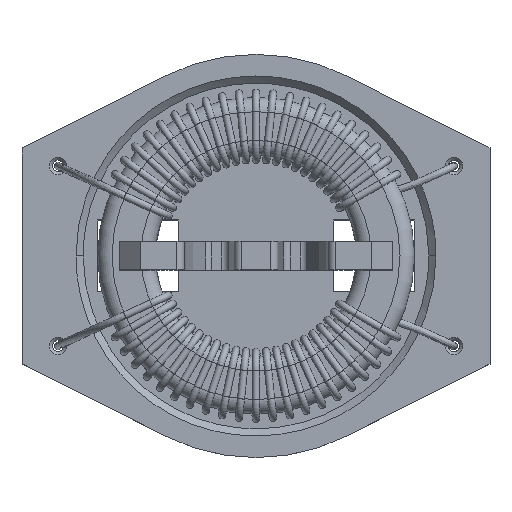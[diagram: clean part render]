
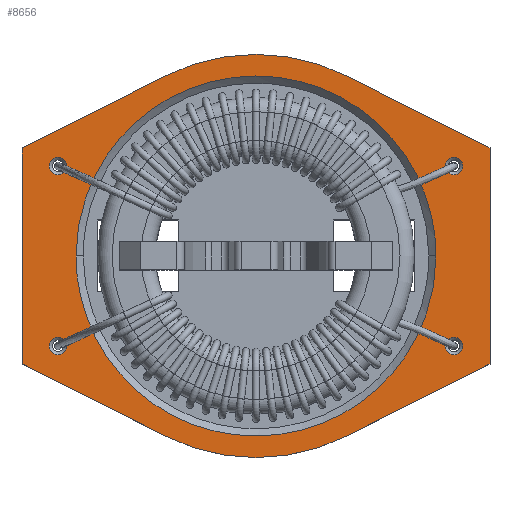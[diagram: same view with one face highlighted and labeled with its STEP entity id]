
A CAD part, top view. The second image highlights one B-rep face of the part: STEP entity #8656.
In plain terms, the highlighted planar face has unit normal (0, 0, 1).
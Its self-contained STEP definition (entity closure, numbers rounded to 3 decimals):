
#126=B_SPLINE_CURVE_WITH_KNOTS('',3,(#11057,#11058,#11059,#11060,#11061,
#11062,#11063,#11064,#11065),.UNSPECIFIED.,.F.,.F.,(4,1,1,1,1,1,4),(0.001,
0.001,0.001,0.001,0.001,
0.002,0.002),.UNSPECIFIED.);
#302=B_SPLINE_CURVE_WITH_KNOTS('',3,(#20553,#20554,#20555,#20556,#20557,
#20558,#20559,#20560,#20561),.UNSPECIFIED.,.F.,.F.,(4,1,1,1,1,1,4),(0.,
0.001,0.001,0.001,0.001,
0.001,0.002),.UNSPECIFIED.);
#306=B_SPLINE_CURVE_WITH_KNOTS('',3,(#20687,#20688,#20689,#20690,#20691,
#20692,#20693,#20694,#20695,#20696,#20697),.UNSPECIFIED.,.F.,.F.,(4,1,1,
1,1,1,1,1,4),(0.,0.125,0.25,0.375,
0.5,0.625,0.75,0.875,
1.),.UNSPECIFIED.);
#307=B_SPLINE_CURVE_WITH_KNOTS('',3,(#20700,#20701,#20702,#20703,#20704,
#20705,#20706,#20707,#20708,#20709,#20710),.UNSPECIFIED.,.F.,.F.,(4,1,1,
1,1,1,1,1,4),(0.,0.125,0.25,0.375,
0.5,0.625,0.75,0.875,
1.),.UNSPECIFIED.);
#339=LINE('',#20647,#461);
#341=LINE('',#20651,#463);
#344=LINE('',#20659,#466);
#346=LINE('',#20663,#468);
#348=LINE('',#20667,#470);
#351=LINE('',#20675,#473);
#461=VECTOR('',#10387,1000.);
#463=VECTOR('',#10391,1000.);
#466=VECTOR('',#10400,1000.);
#468=VECTOR('',#10404,1000.);
#470=VECTOR('',#10408,1000.);
#473=VECTOR('',#10417,1000.);
#1702=ORIENTED_EDGE('',*,*,#2498,.T.);
#1703=ORIENTED_EDGE('',*,*,#2496,.T.);
#1704=ORIENTED_EDGE('',*,*,#2494,.T.);
#1705=ORIENTED_EDGE('',*,*,#2492,.T.);
#1706=ORIENTED_EDGE('',*,*,#2490,.T.);
#1707=ORIENTED_EDGE('',*,*,#2488,.T.);
#1708=ORIENTED_EDGE('',*,*,#2486,.T.);
#1709=ORIENTED_EDGE('',*,*,#2484,.T.);
#1710=ORIENTED_EDGE('',*,*,#2499,.F.);
#1711=ORIENTED_EDGE('',*,*,#2500,.F.);
#1712=ORIENTED_EDGE('',*,*,#2501,.F.);
#1713=ORIENTED_EDGE('',*,*,#2449,.T.);
#1714=ORIENTED_EDGE('',*,*,#2502,.F.);
#1715=ORIENTED_EDGE('',*,*,#2503,.F.);
#1716=ORIENTED_EDGE('',*,*,#2093,.T.);
#1717=ORIENTED_EDGE('',*,*,#2504,.F.);
#1718=ORIENTED_EDGE('',*,*,#2505,.T.);
#1719=ORIENTED_EDGE('',*,*,#2506,.T.);
#2093=EDGE_CURVE('',#2682,#2683,#126,.T.);
#2449=EDGE_CURVE('',#3038,#3039,#302,.T.);
#2484=EDGE_CURVE('',#3073,#3072,#339,.T.);
#2486=EDGE_CURVE('',#3074,#3073,#341,.T.);
#2488=EDGE_CURVE('',#3075,#3074,#3389,.T.);
#2490=EDGE_CURVE('',#3076,#3075,#344,.T.);
#2492=EDGE_CURVE('',#3077,#3076,#346,.T.);
#2494=EDGE_CURVE('',#3078,#3077,#348,.T.);
#2496=EDGE_CURVE('',#3079,#3078,#3390,.T.);
#2498=EDGE_CURVE('',#3072,#3079,#351,.T.);
#2499=EDGE_CURVE('',#3080,#3080,#3391,.T.);
#2500=EDGE_CURVE('',#3081,#3081,#3392,.T.);
#2501=EDGE_CURVE('',#3038,#3082,#3393,.T.);
#2502=EDGE_CURVE('',#3082,#3039,#3394,.T.);
#2503=EDGE_CURVE('',#2682,#3083,#3395,.T.);
#2504=EDGE_CURVE('',#3083,#2683,#3396,.T.);
#2505=EDGE_CURVE('',#3084,#3085,#306,.T.);
#2506=EDGE_CURVE('',#3085,#3084,#307,.T.);
#2682=VERTEX_POINT('',#11066);
#2683=VERTEX_POINT('',#11067);
#3038=VERTEX_POINT('',#20562);
#3039=VERTEX_POINT('',#20563);
#3072=VERTEX_POINT('',#20646);
#3073=VERTEX_POINT('',#20648);
#3074=VERTEX_POINT('',#20652);
#3075=VERTEX_POINT('',#20656);
#3076=VERTEX_POINT('',#20660);
#3077=VERTEX_POINT('',#20664);
#3078=VERTEX_POINT('',#20668);
#3079=VERTEX_POINT('',#20672);
#3080=VERTEX_POINT('',#20678);
#3081=VERTEX_POINT('',#20680);
#3082=VERTEX_POINT('',#20682);
#3083=VERTEX_POINT('',#20685);
#3084=VERTEX_POINT('',#20698);
#3085=VERTEX_POINT('',#20699);
#3389=CIRCLE('',#9231,14.);
#3390=CIRCLE('',#9236,14.);
#3391=CIRCLE('',#9239,0.6);
#3392=CIRCLE('',#9240,0.6);
#3393=CIRCLE('',#9241,0.6);
#3394=CIRCLE('',#9242,0.6);
#3395=CIRCLE('',#9243,0.6);
#3396=CIRCLE('',#9244,0.6);
#4200=EDGE_LOOP('',(#1702,#1703,#1704,#1705,#1706,#1707,#1708,#1709));
#4201=EDGE_LOOP('',(#1710));
#4202=EDGE_LOOP('',(#1711));
#4203=EDGE_LOOP('',(#1712,#1713,#1714));
#4204=EDGE_LOOP('',(#1715,#1716,#1717));
#4205=EDGE_LOOP('',(#1718,#1719));
#5030=FACE_BOUND('',#4200,.T.);
#5031=FACE_BOUND('',#4201,.T.);
#5032=FACE_BOUND('',#4202,.T.);
#5033=FACE_BOUND('',#4203,.T.);
#5034=FACE_BOUND('',#4204,.T.);
#5035=FACE_BOUND('',#4205,.T.);
#5122=PLANE('',#9238);
#8656=ADVANCED_FACE('',(#5030,#5031,#5032,#5033,#5034,#5035),#5122,.T.);
#9231=AXIS2_PLACEMENT_3D('',#20655,#10395,#10396);
#9236=AXIS2_PLACEMENT_3D('',#20671,#10412,#10413);
#9238=AXIS2_PLACEMENT_3D('',#20676,#10418,#10419);
#9239=AXIS2_PLACEMENT_3D('',#20677,#10420,#10421);
#9240=AXIS2_PLACEMENT_3D('',#20679,#10422,#10423);
#9241=AXIS2_PLACEMENT_3D('',#20681,#10424,#10425);
#9242=AXIS2_PLACEMENT_3D('',#20683,#10426,#10427);
#9243=AXIS2_PLACEMENT_3D('',#20684,#10428,#10429);
#9244=AXIS2_PLACEMENT_3D('',#20686,#10430,#10431);
#10387=DIRECTION('',(0.,-1.,0.));
#10391=DIRECTION('',(-0.893,-0.449,0.));
#10395=DIRECTION('',(0.,0.,1.));
#10396=DIRECTION('',(0.449,0.893,0.));
#10400=DIRECTION('',(-0.893,0.449,0.));
#10404=DIRECTION('',(0.,1.,0.));
#10408=DIRECTION('',(0.893,0.449,0.));
#10412=DIRECTION('',(0.,0.,1.));
#10413=DIRECTION('',(-0.449,-0.893,0.));
#10417=DIRECTION('',(0.893,-0.449,0.));
#10418=DIRECTION('',(0.,0.,1.));
#10419=DIRECTION('',(1.,0.,0.));
#10420=DIRECTION('',(0.,0.,1.));
#10421=DIRECTION('',(-1.,0.,0.));
#10422=DIRECTION('',(0.,0.,1.));
#10423=DIRECTION('',(-1.,0.,0.));
#10424=DIRECTION('',(0.,0.,1.));
#10425=DIRECTION('',(-1.,0.,0.));
#10426=DIRECTION('',(0.,0.,1.));
#10427=DIRECTION('',(-1.,0.,0.));
#10428=DIRECTION('',(0.,0.,1.));
#10429=DIRECTION('',(-1.,0.,0.));
#10430=DIRECTION('',(0.,0.,1.));
#10431=DIRECTION('',(-1.,0.,0.));
#11057=CARTESIAN_POINT('',(13.15,-6.234,-8.1));
#11058=CARTESIAN_POINT('',(13.054,-6.185,-8.1));
#11059=CARTESIAN_POINT('',(12.925,-6.081,-8.1));
#11060=CARTESIAN_POINT('',(12.783,-5.932,-8.1));
#11061=CARTESIAN_POINT('',(12.704,-5.746,-8.1));
#11062=CARTESIAN_POINT('',(12.901,-5.691,-8.1));
#11063=CARTESIAN_POINT('',(13.107,-5.705,-8.1));
#11064=CARTESIAN_POINT('',(13.271,-5.741,-8.1));
#11065=CARTESIAN_POINT('',(13.37,-5.786,-8.1));
#11066=CARTESIAN_POINT('',(13.15,-6.234,-8.1));
#11067=CARTESIAN_POINT('',(13.37,-5.786,-8.1));
#20553=CARTESIAN_POINT('',(13.37,5.786,-8.1));
#20554=CARTESIAN_POINT('',(13.27,5.741,-8.1));
#20555=CARTESIAN_POINT('',(13.107,5.705,-8.1));
#20556=CARTESIAN_POINT('',(12.901,5.691,-8.1));
#20557=CARTESIAN_POINT('',(12.704,5.745,-8.1));
#20558=CARTESIAN_POINT('',(12.782,5.932,-8.1));
#20559=CARTESIAN_POINT('',(12.925,6.082,-8.1));
#20560=CARTESIAN_POINT('',(13.054,6.185,-8.1));
#20561=CARTESIAN_POINT('',(13.15,6.234,-8.1));
#20562=CARTESIAN_POINT('',(13.37,5.786,-8.1));
#20563=CARTESIAN_POINT('',(13.15,6.234,-8.1));
#20646=CARTESIAN_POINT('',(-16.25,-7.5,-8.1));
#20647=CARTESIAN_POINT('',(-16.25,7.5,-8.1));
#20648=CARTESIAN_POINT('',(-16.25,7.5,-8.1));
#20651=CARTESIAN_POINT('',(-6.289,12.508,-8.1));
#20652=CARTESIAN_POINT('',(-6.289,12.508,-8.1));
#20655=CARTESIAN_POINT('',(0.,0.,-8.1));
#20656=CARTESIAN_POINT('',(6.289,12.508,-8.1));
#20659=CARTESIAN_POINT('',(16.25,7.5,-8.1));
#20660=CARTESIAN_POINT('',(16.25,7.5,-8.1));
#20663=CARTESIAN_POINT('',(16.25,-7.5,-8.1));
#20664=CARTESIAN_POINT('',(16.25,-7.5,-8.1));
#20667=CARTESIAN_POINT('',(6.289,-12.508,-8.1));
#20668=CARTESIAN_POINT('',(6.289,-12.508,-8.1));
#20671=CARTESIAN_POINT('',(0.,0.,-8.1));
#20672=CARTESIAN_POINT('',(-6.289,-12.508,-8.1));
#20675=CARTESIAN_POINT('',(-16.25,-7.5,-8.1));
#20676=CARTESIAN_POINT('',(0.,0.,-8.1));
#20677=CARTESIAN_POINT('',(-13.75,6.25,-8.1));
#20678=CARTESIAN_POINT('',(-14.35,6.25,-8.1));
#20679=CARTESIAN_POINT('',(-13.75,-6.25,-8.1));
#20680=CARTESIAN_POINT('',(-14.35,-6.25,-8.1));
#20681=CARTESIAN_POINT('',(13.75,6.25,-8.1));
#20682=CARTESIAN_POINT('',(13.15,6.25,-8.1));
#20683=CARTESIAN_POINT('',(13.75,6.25,-8.1));
#20684=CARTESIAN_POINT('',(13.75,-6.25,-8.1));
#20685=CARTESIAN_POINT('',(13.15,-6.25,-8.1));
#20686=CARTESIAN_POINT('',(13.75,-6.25,-8.1));
#20687=CARTESIAN_POINT('',(12.5,0.,-8.1));
#20688=CARTESIAN_POINT('',(12.5,-1.64,-8.1));
#20689=CARTESIAN_POINT('',(11.849,-4.906,-8.1));
#20690=CARTESIAN_POINT('',(9.069,-9.069,-8.1));
#20691=CARTESIAN_POINT('',(4.909,-11.849,-8.1));
#20692=CARTESIAN_POINT('',(0.001,-12.825,-8.1));
#20693=CARTESIAN_POINT('',(-4.907,-11.849,-8.1));
#20694=CARTESIAN_POINT('',(-9.068,-9.07,-8.1));
#20695=CARTESIAN_POINT('',(-11.849,-4.907,-8.1));
#20696=CARTESIAN_POINT('',(-12.5,-1.642,-8.1));
#20697=CARTESIAN_POINT('',(-12.5,-0.001,-8.1));
#20698=CARTESIAN_POINT('',(12.5,0.001,-8.1));
#20699=CARTESIAN_POINT('',(-12.5,-0.001,-8.1));
#20700=CARTESIAN_POINT('',(-12.5,0.,-8.1));
#20701=CARTESIAN_POINT('',(-12.5,1.64,-8.1));
#20702=CARTESIAN_POINT('',(-11.849,4.906,-8.1));
#20703=CARTESIAN_POINT('',(-9.069,9.069,-8.1));
#20704=CARTESIAN_POINT('',(-4.909,11.849,-8.1));
#20705=CARTESIAN_POINT('',(-0.001,12.825,-8.1));
#20706=CARTESIAN_POINT('',(4.907,11.849,-8.1));
#20707=CARTESIAN_POINT('',(9.068,9.07,-8.1));
#20708=CARTESIAN_POINT('',(11.849,4.907,-8.1));
#20709=CARTESIAN_POINT('',(12.5,1.642,-8.1));
#20710=CARTESIAN_POINT('',(12.5,0.001,-8.1));
